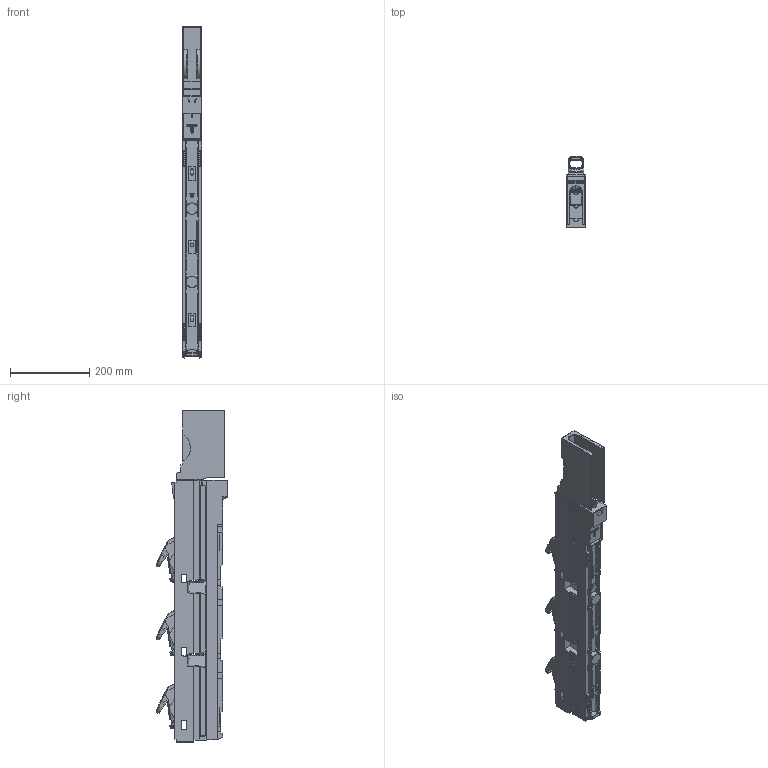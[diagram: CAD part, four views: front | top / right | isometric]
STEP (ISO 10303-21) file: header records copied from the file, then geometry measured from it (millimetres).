
FILE_DESCRIPTION(/* description */ (''),/* implementation_level */ '2;1');
FILE_NAME(/* name */ 'model1_1.stp',/* time_stamp */ '2014-03-13T18:46:09+01:00',/* author */ (''),/* organization */ (''),/* preprocessor_version */ 'ST-DEVELOPER v14',/* originating_system */ 'SIEMENS PLM Software NX 8.0',/* authorisation */ '');
FILE_SCHEMA (('AUTOMOTIVE_DESIGN { 1 0 10303 214 3 1 1 1 }'));
Bounding box: 48.69 x 181.86 x 839.14 mm (x, y, z)
Surface area: 535951.1 mm2 (no closed solid volume)
Topology: 0 solids, 79 shells, 1168 faces, 7030 edges, 5791 vertices
Faces by surface type: plane 864, bspline 128, cylinder 115, extrusion 37, cone 17, torus 7
Full cylindrical faces by diameter (mm): 8.5 x1, 9 x3
Entity records: 85186 total; most frequent: CRTPNT 35533, ORNEDG 9736, DRCTN 7903, EDGCRV 7035, VRTPNT 5815, VECTOR 4157, LINE 4120, BSCWK 2068
